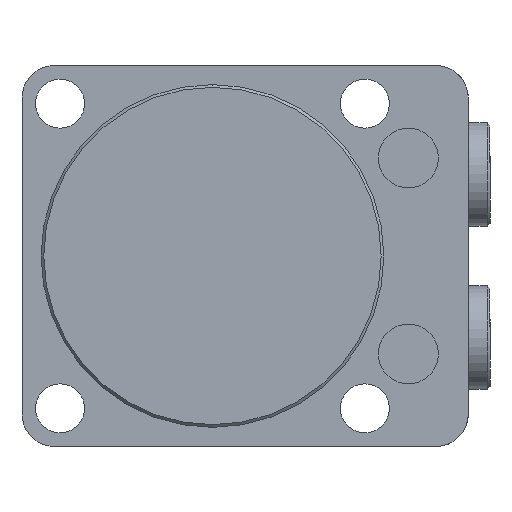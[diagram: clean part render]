
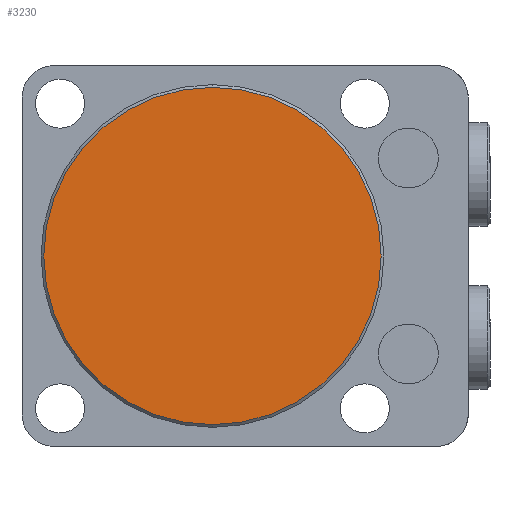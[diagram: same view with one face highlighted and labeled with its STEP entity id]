
A CAD part, front view. The second image highlights one B-rep face of the part: STEP entity #3230.
In plain terms, the highlighted planar face has unit normal (0, -1, 0).
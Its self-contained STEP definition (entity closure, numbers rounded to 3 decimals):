
#95 = AXIS2_PLACEMENT_3D ( 'NONE', #675, #674, #673 ) ;
#227 = CARTESIAN_POINT ( 'NONE',  ( 0., 0., 0. ) ) ;
#239 = PLANE ( 'NONE',  #340 ) ;
#340 = AXIS2_PLACEMENT_3D ( 'NONE', #227, #1319, #1323 ) ;
#376 = EDGE_CURVE ( 'NONE', #1475, #2624, #2411, .T. ) ;
#583 = CARTESIAN_POINT ( 'NONE',  ( 0., 0., 31. ) ) ;
#673 = DIRECTION ( 'NONE',  ( 0., 0., 1. ) ) ;
#674 = DIRECTION ( 'NONE',  ( 0., -1., 0. ) ) ;
#675 = CARTESIAN_POINT ( 'NONE',  ( 0., 0., 0. ) ) ;
#901 = AXIS2_PLACEMENT_3D ( 'NONE', #3672, #3671, #3670 ) ;
#1319 = DIRECTION ( 'NONE',  ( 0., 1., 0. ) ) ;
#1323 = DIRECTION ( 'NONE',  ( 0., 0., 1. ) ) ;
#1475 = VERTEX_POINT ( 'NONE', #583 ) ;
#1787 = ORIENTED_EDGE ( 'NONE', *, *, #3439, .T. ) ;
#1788 = ORIENTED_EDGE ( 'NONE', *, *, #376, .T. ) ;
#2315 = CIRCLE ( 'NONE', #901, 31. ) ;
#2411 = CIRCLE ( 'NONE', #95, 31. ) ;
#2456 = FACE_OUTER_BOUND ( 'NONE', #3282, .T. ) ;
#2624 = VERTEX_POINT ( 'NONE', #3919 ) ;
#3230 = ADVANCED_FACE ( 'NONE', ( #2456 ), #239, .F. ) ;
#3282 = EDGE_LOOP ( 'NONE', ( #1788, #1787 ) ) ;
#3439 = EDGE_CURVE ( 'NONE', #2624, #1475, #2315, .T. ) ;
#3670 = DIRECTION ( 'NONE',  ( 0., 0., 1. ) ) ;
#3671 = DIRECTION ( 'NONE',  ( 0., -1., 0. ) ) ;
#3672 = CARTESIAN_POINT ( 'NONE',  ( 0., 0., 0. ) ) ;
#3919 = CARTESIAN_POINT ( 'NONE',  ( 0., 0., -31. ) ) ;
